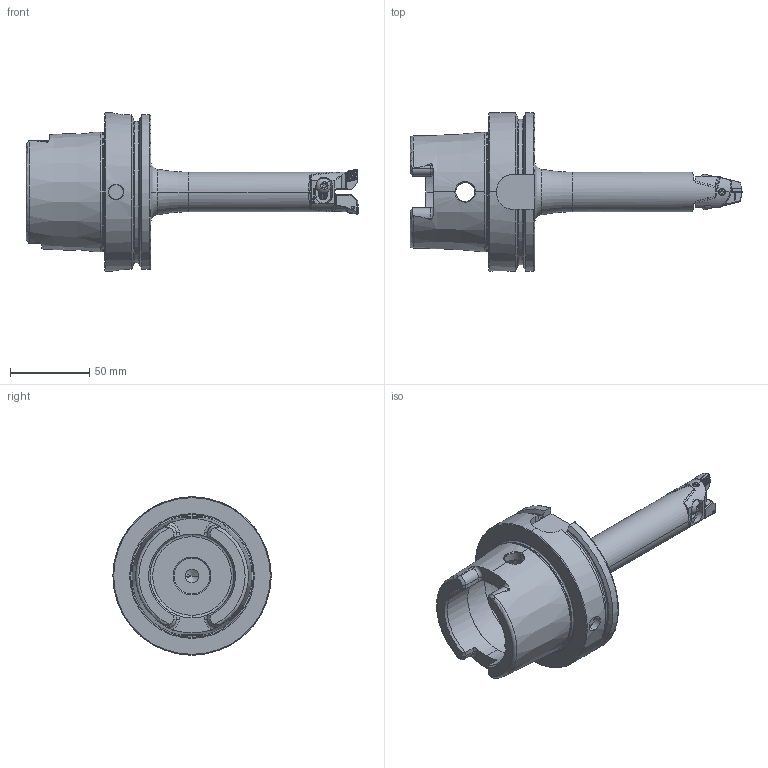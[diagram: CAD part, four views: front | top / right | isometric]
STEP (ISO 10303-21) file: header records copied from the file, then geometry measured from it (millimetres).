
FILE_DESCRIPTION (( 'STEP AP203' ), '1' );
FILE_NAME ('HA0.Z25.K22.160.STEP', '2024-08-20T13:10:10', ( '' ), ( '' ), 'SwSTEP 2.0', 'SolidWorks 2022', '' );
FILE_SCHEMA (( 'CONFIG_CONTROL_DESIGN' ));
Length unit declared in the file: millimetre
Products named in the file (11): Z25-ER1.003.012_A_gespannt; WCA-ER2.001.006_A; WCA-ER2.001.006_B; Z25-ER1.002.012_A; HA0-Z25.K21.160_A_Fertigbearbeitung; Z25-ER1.001.012; CCMT060204; ZC2-xxx.001.016_A; HA0.Z25.K22.160; Z25-WCA.001.016; Z25-ER3.001.010_A
Assembly tree (15 placements, depth 3):
  HA0.Z25.K22.160
    HA0-Z25.K21.160_A_Fertigbearbeitung
    Z25-ER1.001.012  x2
      Z25-ER1.002.012_A
      Z25-ER1.003.012_A_gespannt
    Z25-WCA.001.016
      ZC2-xxx.001.016_A  x2
      WCA-ER2.001.006_A
      Z25-ER3.001.010_A  x2
      CCMT060204  x2
      WCA-ER2.001.006_B  x2
Bounding box: 209.9 x 100 x 100 mm (x, y, z)
Volume: 308403.1 mm3; surface area: 67374.2 mm2
Topology: 14 solids, 14 shells, 1073 faces, 2853 edges, 1798 vertices
Faces by surface type: plane 496, cylinder 280, cone 120, bspline 96, torus 59, sphere 22
Entity records: 27832 total; most frequent: CARTESIAN_POINT 10073, ORIENTED_EDGE 3834, DIRECTION 3040, EDGE_CURVE 1917, VERTEX_POINT 1222, AXIS2_PLACEMENT_3D 1115, VECTOR 810, LINE 810
